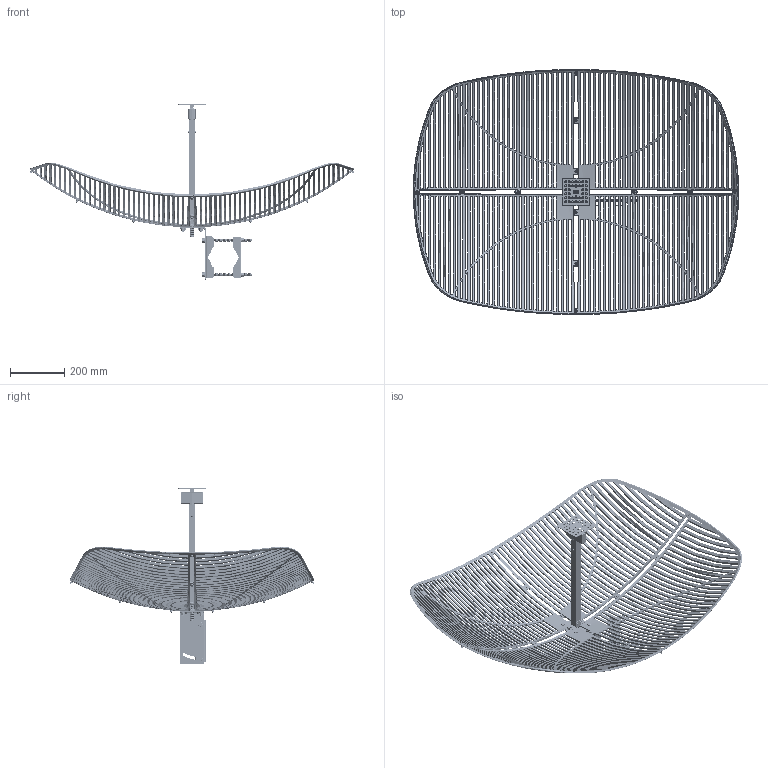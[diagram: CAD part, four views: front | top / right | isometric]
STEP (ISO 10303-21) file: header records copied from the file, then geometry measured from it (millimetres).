
FILE_DESCRIPTION (( 'STEP AP203' ), '1' );
FILE_NAME ('HG2427G.STEP', '2011-09-08T18:19:50', ( 'x' ), ( 'Microsoft' ), 'SwSTEP 2.0', 'SolidWorks 2010', '' );
FILE_SCHEMA (( 'CONFIG_CONTROL_DESIGN' ));
Products named in the file (16): HG2427G_Swivel-L-Bracket; HG2427G_F-Horn; .3125_LockWasher; .3125_FlatWasher; M10_FlatWasher; HG2427G; Grid-HG2427G_L; Grid-HG2427G_R; M5_LockW_W_ and Hex; M5-0.8x15mm; .3125x1_HexBolt; .3125_HexNut; HG2427G_Bracket; M10-1.5x128mm_HexBolt; M10-1.5_HexNut; M10_LockWasher
Assembly tree (60 placements, depth 2):
  HG2427G
    M5_LockW_W_ and Hex  x14
    Grid-HG2427G_L  x2
    M10-1.5_HexNut  x2
    .3125x1_HexBolt  x4
    .3125_HexNut  x4
    M5-0.8x15mm  x14
    .3125_LockWasher  x4
    HG2427G_Bracket  x2
    M10_LockWasher  x2
    Grid-HG2427G_R  x2
    .3125_FlatWasher  x4
    M10-1.5x128mm_HexBolt  x2
    HG2427G_F-Horn
    HG2427G_Swivel-L-Bracket
    M10_FlatWasher  x2
Bounding box: 1199.99 x 903.7 x 650.24 mm (x, y, z)
Volume: 3626676 mm3; surface area: 1967919 mm2
Topology: 61 solids, 66 shells, 7237 faces, 18229 edges, 10629 vertices
Faces by surface type: cone 3078, bspline 1566, plane 1550, cylinder 801, torus 234, sphere 8
Entity records: 131323 total; most frequent: CARTESIAN_POINT 62521, ORIENTED_EDGE 15520, DIRECTION 11358, EDGE_CURVE 7760, VERTEX_POINT 4780, AXIS2_PLACEMENT_3D 4402, EDGE_LOOP 3436, FACE_OUTER_BOUND 3044
